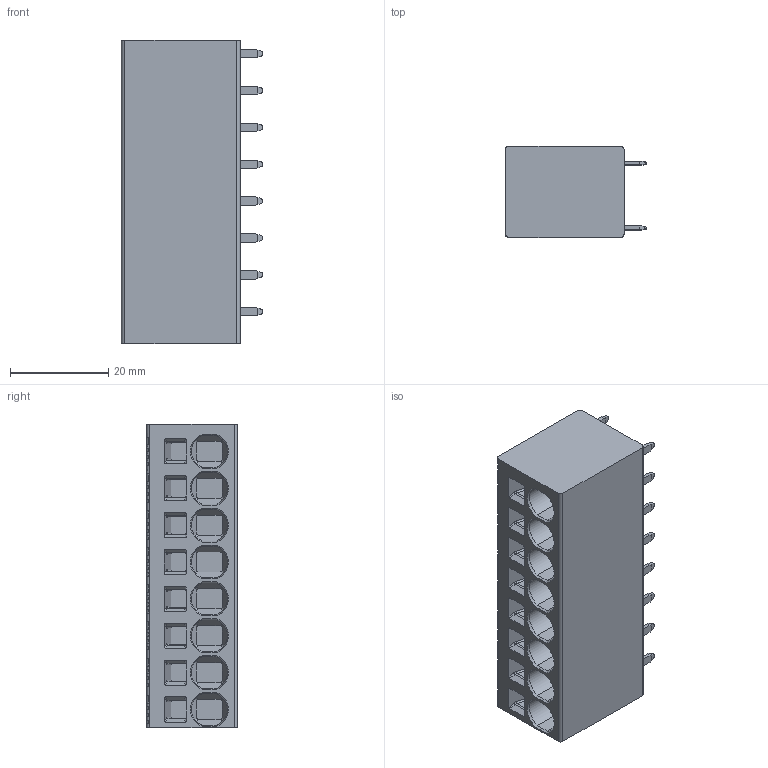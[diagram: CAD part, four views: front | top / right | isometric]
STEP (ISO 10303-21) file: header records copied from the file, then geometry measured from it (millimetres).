
FILE_DESCRIPTION((''),'2;1');
FILE_NAME('PRT0006','2024-09-21T',('sj'),(''),'PRO/ENGINEER BY PARAMETRIC TECHNOLOGY CORPORATION, 2013240','PRO/ENGINEER BY PARAMETRIC TECHNOLOGY CORPORATION, 2013240','');
FILE_SCHEMA(('AUTOMOTIVE_DESIGN_CC2 { 1 2 10303 214 -1 1 5 2 }'));
Length unit declared in the file: millimetre
Products named in the file (1): PRT0006
Bounding box: 28.75 x 18.5 x 61.8 mm (x, y, z)
Volume: 24547.7 mm3; surface area: 8524.8 mm2
Topology: 1 solids, 1 shells, 586 faces, 1560 edges, 1008 vertices
Faces by surface type: plane 390, cylinder 148, cone 16, torus 16, bspline 16
Entity records: 19184 total; most frequent: CARTESIAN_POINT 4982, ORIENTED_EDGE 3120, DIRECTION 2660, EDGE_CURVE 1560, VECTOR 1088, LINE 1088, VERTEX_POINT 1008, AXIS2_PLACEMENT_3D 786
